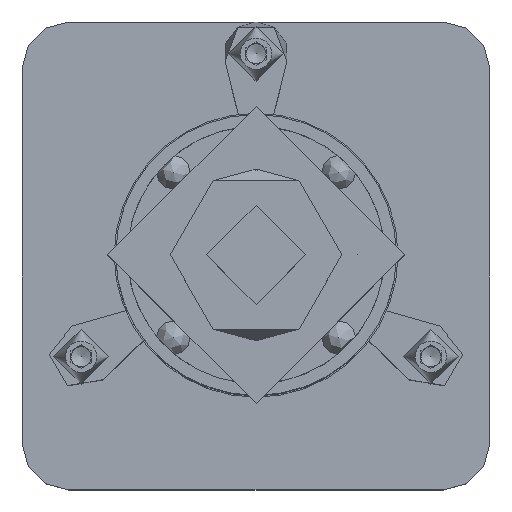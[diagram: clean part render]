
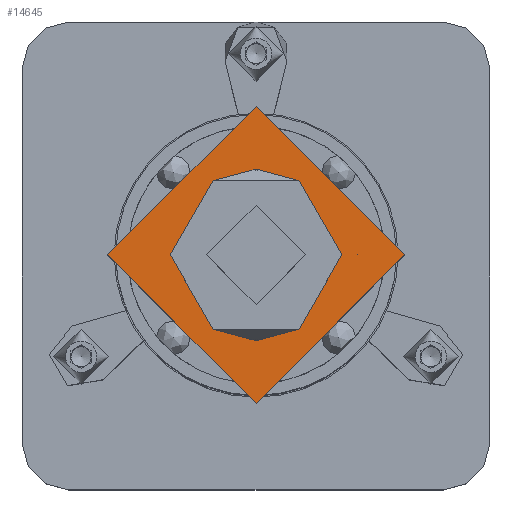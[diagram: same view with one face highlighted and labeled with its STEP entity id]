
A CAD part, top view. The second image highlights one B-rep face of the part: STEP entity #14645.
In plain terms, the highlighted planar face has unit normal (0, 0, 1).
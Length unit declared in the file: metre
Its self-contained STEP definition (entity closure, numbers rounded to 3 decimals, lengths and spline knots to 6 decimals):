
#2229=B_SPLINE_CURVE_WITH_KNOTS('',3,(#23006,#23007,#23008,#23009,#23010,
#23011,#23012,#23013,#23014,#23015,#23016),.UNSPECIFIED.,.T.,.F.,(1,1,1,
1,1,1,1,1,1,1,1,1,1,1,1),(-0.01531,-0.010207,-0.005103,
0.,0.005103,0.010207,0.01531,
0.020414,0.025517,0.03062,0.035724,
0.040827,0.04593,0.051034,0.056137),
 .UNSPECIFIED.);
#2662=PLANE('',#16579);
#3111=ORIENTED_EDGE('',*,*,#7479,.T.);
#3112=ORIENTED_EDGE('',*,*,#7480,.T.);
#7479=EDGE_CURVE('',#9664,#9664,#11159,.T.);
#7480=EDGE_CURVE('',#9665,#9665,#2229,.T.);
#9664=VERTEX_POINT('',#23005);
#9665=VERTEX_POINT('',#23017);
#11159=CIRCLE('',#16580,0.0095);
#12112=EDGE_LOOP('',(#3111));
#12113=EDGE_LOOP('',(#3112));
#13222=FACE_BOUND('',#12112,.T.);
#13223=FACE_BOUND('',#12113,.T.);
#14645=ADVANCED_FACE('',(#13222,#13223),#2662,.T.);
#16579=AXIS2_PLACEMENT_3D('',#23003,#18402,#18403);
#16580=AXIS2_PLACEMENT_3D('',#23004,#18404,#18405);
#18402=DIRECTION('',(0.,0.,1.));
#18403=DIRECTION('',(1.,0.,0.));
#18404=DIRECTION('',(0.,0.,1.));
#18405=DIRECTION('',(1.,0.,0.));
#23003=CARTESIAN_POINT('',(0.,0.,0.0266));
#23004=CARTESIAN_POINT('',(0.,0.,0.0266));
#23005=CARTESIAN_POINT('',(0.0095,0.,0.0266));
#23006=CARTESIAN_POINT('',(0.005088,0.005098,0.0266));
#23007=CARTESIAN_POINT('',(0.007206,0.,0.0266));
#23008=CARTESIAN_POINT('',(0.005088,-0.005097,0.0266));
#23009=CARTESIAN_POINT('',(0.000002,-0.007203,0.0266));
#23010=CARTESIAN_POINT('',(-0.005098,-0.00509,0.0266));
#23011=CARTESIAN_POINT('',(-0.007201,0.,0.0266));
#23012=CARTESIAN_POINT('',(-0.005099,0.005089,0.0266));
#23013=CARTESIAN_POINT('',(0.000002,0.007203,0.0266));
#23014=CARTESIAN_POINT('',(0.005088,0.005098,0.0266));
#23015=CARTESIAN_POINT('',(0.007206,0.,0.0266));
#23016=CARTESIAN_POINT('',(0.005088,-0.005097,0.0266));
#23017=CARTESIAN_POINT('',(0.0065,0.,0.0266));
